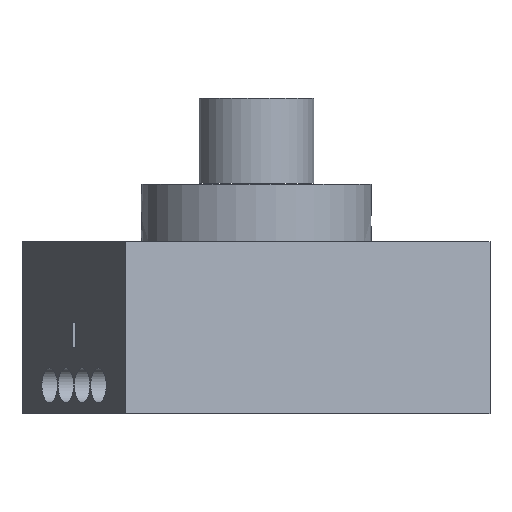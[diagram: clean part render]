
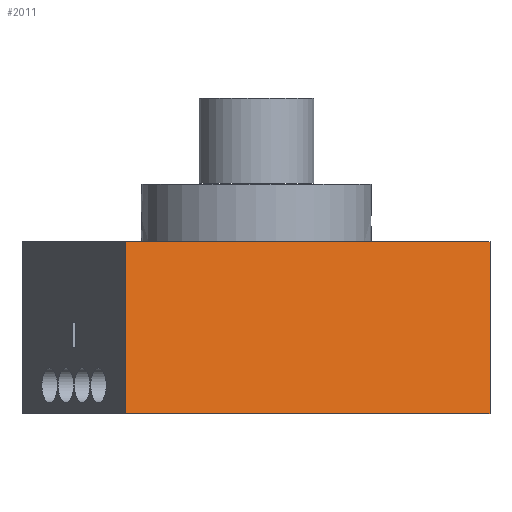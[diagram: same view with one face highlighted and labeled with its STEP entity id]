
A CAD part, left-side view. The second image highlights one B-rep face of the part: STEP entity #2011.
In plain terms, the highlighted planar face has unit normal (-0.894, -0.447, 0).
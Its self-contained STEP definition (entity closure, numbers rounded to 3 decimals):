
#129=PLANE('',#2221);
#255=LINE('',#3267,#380);
#277=LINE('',#3632,#402);
#281=LINE('',#3912,#406);
#282=LINE('',#3914,#407);
#380=VECTOR('',#2556,10.);
#402=VECTOR('',#2644,10.);
#406=VECTOR('',#2656,10.);
#407=VECTOR('',#2659,10.);
#512=FACE_OUTER_BOUND('',#660,.T.);
#660=EDGE_LOOP('',(#1741,#1742,#1743,#1744));
#966=VERTEX_POINT('',#3261);
#968=VERTEX_POINT('',#3265);
#1001=VERTEX_POINT('',#3628);
#1003=VERTEX_POINT('',#3631);
#1208=EDGE_CURVE('',#966,#968,#255,.T.);
#1254=EDGE_CURVE('',#1001,#1003,#277,.T.);
#1266=EDGE_CURVE('',#1003,#968,#281,.T.);
#1267=EDGE_CURVE('',#1001,#966,#282,.T.);
#1741=ORIENTED_EDGE('',*,*,#1266,.F.);
#1742=ORIENTED_EDGE('',*,*,#1254,.F.);
#1743=ORIENTED_EDGE('',*,*,#1267,.T.);
#1744=ORIENTED_EDGE('',*,*,#1208,.T.);
#2011=ADVANCED_FACE('',(#512),#129,.T.);
#2221=AXIS2_PLACEMENT_3D('',#3913,#2657,#2658);
#2556=DIRECTION('',(0.,0.,-1.));
#2644=DIRECTION('',(0.,0.,-1.));
#2656=DIRECTION('',(-0.447,0.894,0.));
#2657=DIRECTION('center_axis',(-0.894,-0.447,0.));
#2658=DIRECTION('ref_axis',(-0.447,0.894,0.));
#2659=DIRECTION('',(-0.447,0.894,0.));
#3261=CARTESIAN_POINT('',(-33.759,22.796,0.));
#3265=CARTESIAN_POINT('',(-33.759,22.796,-30.));
#3267=CARTESIAN_POINT('',(-33.759,22.796,0.));
#3628=CARTESIAN_POINT('',(-2.018,-40.685,0.));
#3631=CARTESIAN_POINT('',(-2.018,-40.685,-30.));
#3632=CARTESIAN_POINT('',(-2.018,-40.685,0.));
#3912=CARTESIAN_POINT('',(-2.018,-40.685,-30.));
#3913=CARTESIAN_POINT('Origin',(-2.018,-40.685,0.));
#3914=CARTESIAN_POINT('',(-2.018,-40.685,0.));
